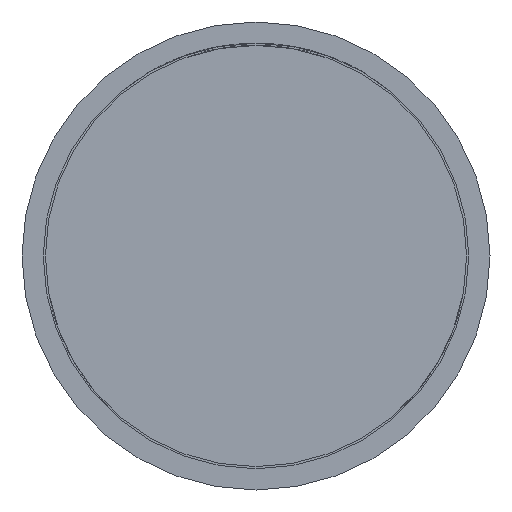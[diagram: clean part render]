
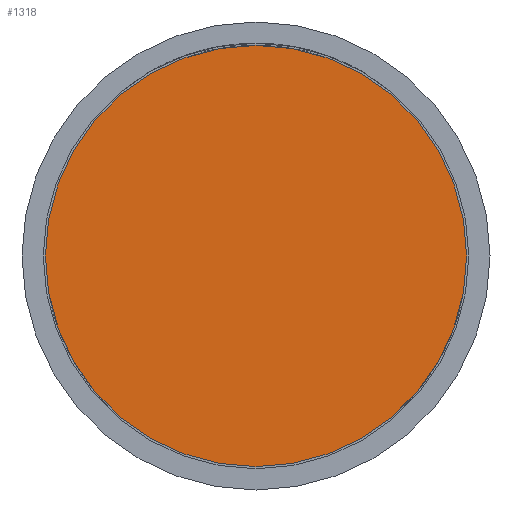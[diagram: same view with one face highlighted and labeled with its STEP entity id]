
A CAD part, front view. The second image highlights one B-rep face of the part: STEP entity #1318.
In plain terms, the highlighted planar face has unit normal (0, -1, 0).
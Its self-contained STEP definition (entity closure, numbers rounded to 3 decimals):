
#181 = FACE_OUTER_BOUND ( 'NONE', #1423, .T. ) ;
#454 = ORIENTED_EDGE ( 'NONE', *, *, #4567, .F. ) ;
#525 = ORIENTED_EDGE ( 'NONE', *, *, #3301, .F. ) ;
#609 = CARTESIAN_POINT ( 'NONE',  ( 0., -29.5, 0.99 ) ) ;
#810 = CIRCLE ( 'NONE', #3513, 0.99 ) ;
#953 = CARTESIAN_POINT ( 'NONE',  ( -0.99, -29.5, 0. ) ) ;
#980 = DIRECTION ( 'NONE',  ( 0., -1., 0. ) ) ;
#985 = DIRECTION ( 'NONE',  ( 0., 0., 1. ) ) ;
#1318 = ADVANCED_FACE ( 'Defeature ausgef�hrt1_0', ( #181 ), #3742, .T. ) ;
#1423 = EDGE_LOOP ( 'NONE', ( #454, #525 ) ) ;
#1654 = VERTEX_POINT ( 'NONE', #2823 ) ;
#2108 = DIRECTION ( 'NONE',  ( 0., 0., -1. ) ) ;
#2272 = DIRECTION ( 'NONE',  ( 0., 0., 1. ) ) ;
#2361 = CARTESIAN_POINT ( 'NONE',  ( 0., -29.5, 0. ) ) ;
#2823 = CARTESIAN_POINT ( 'NONE',  ( 0., -29.5, -0.99 ) ) ;
#2923 = AXIS2_PLACEMENT_3D ( 'NONE', #953, #980, #2108 ) ;
#3010 = CARTESIAN_POINT ( 'NONE',  ( 0., -29.5, 0. ) ) ;
#3101 = DIRECTION ( 'NONE',  ( 0., 1., 0. ) ) ;
#3301 = EDGE_CURVE ( 'Defeature ausgef�hrt1_5+Defeature ausgef�hrt1_0+Defeature ausgef�hrt1_0+Defeature ausgef�hrt1_0', #1654, #4654, #810, .T. ) ;
#3513 = AXIS2_PLACEMENT_3D ( 'NONE', #2361, #3101, #2272 ) ;
#3742 = PLANE ( 'NONE',  #2923 ) ;
#4450 = CIRCLE ( 'NONE', #5123, 0.99 ) ;
#4567 = EDGE_CURVE ( 'Defeature ausgef�hrt1_5+Defeature ausgef�hrt1_0+Defeature ausgef�hrt1_0+Defeature ausgef�hrt1_0', #4654, #1654, #4450, .T. ) ;
#4620 = DIRECTION ( 'NONE',  ( 0., 1., 0. ) ) ;
#4654 = VERTEX_POINT ( 'NONE', #609 ) ;
#5123 = AXIS2_PLACEMENT_3D ( 'NONE', #3010, #4620, #985 ) ;
